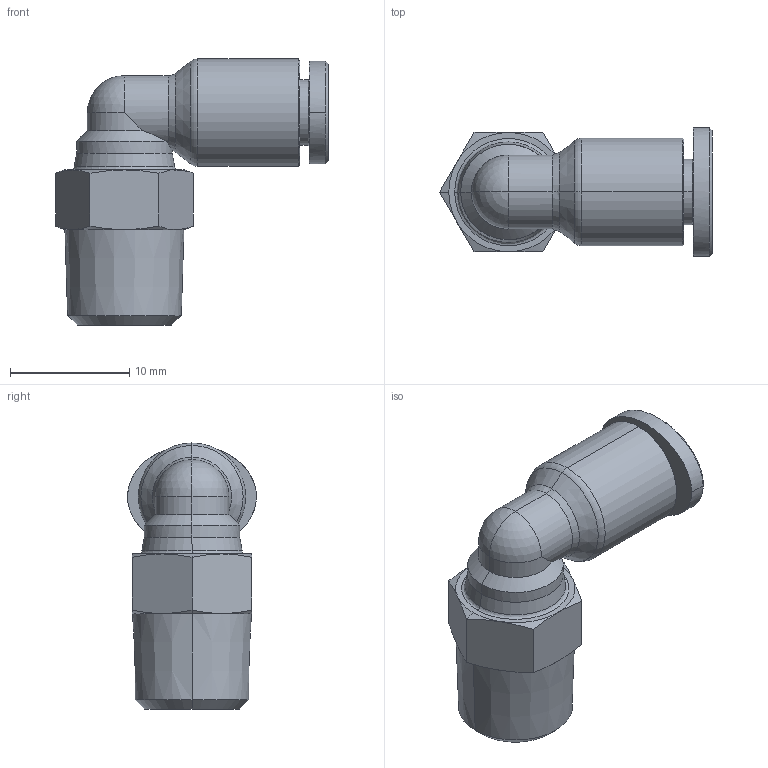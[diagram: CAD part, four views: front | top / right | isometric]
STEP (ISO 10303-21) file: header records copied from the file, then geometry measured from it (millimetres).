
FILE_DESCRIPTION((''),'2;1');
FILE_NAME('GPL 0401(3D).stp','2012-12-20T19:01:08',(''),(''),'Mechanical Desktop.R8.0.24.0','Mechanical Desktop.R8.0.24.0',', , ');
FILE_SCHEMA(('CONFIG_CONTROL_DESIGN'));
Length unit declared in the file: millimetre
Products named in the file (2): GPL 0401(3D); ºÎÇ°1
Assembly tree (1 placements, depth 2):
  GPL 0401(3D)
    ºÎÇ°1
Bounding box: 22.87 x 10.8 x 22.3 mm (x, y, z)
Volume: 1679.2 mm3; surface area: 1551.3 mm2
Topology: 1 solids, 1 shells, 434 faces, 1198 edges, 782 vertices
Faces by surface type: plane 339, cone 36, bspline 33, cylinder 22, torus 2, sphere 2
Entity records: 14472 total; most frequent: CARTESIAN_POINT 3412, ORIENTED_EDGE 2388, DIRECTION 2111, EDGE_CURVE 1194, VECTOR 1013, LINE 1013, VERTEX_POINT 782, AXIS2_PLACEMENT_3D 549
